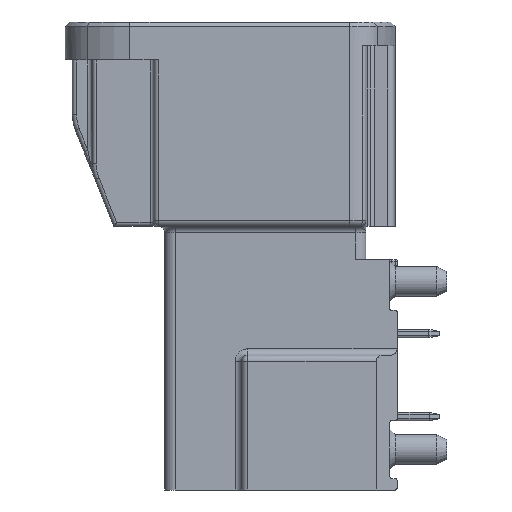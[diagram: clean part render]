
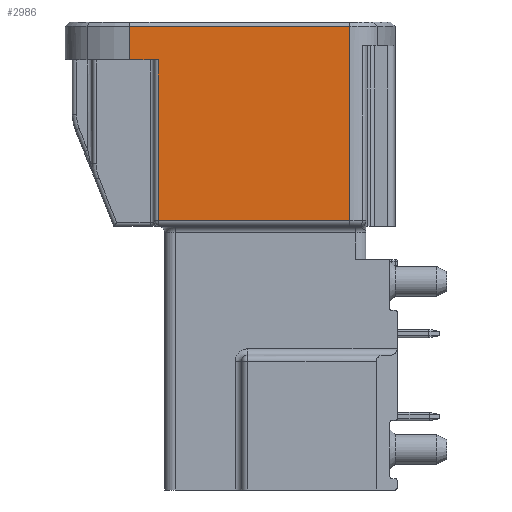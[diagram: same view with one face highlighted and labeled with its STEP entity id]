
A CAD part, left-side view. The second image highlights one B-rep face of the part: STEP entity #2986.
In plain terms, the highlighted planar face has unit normal (-1, 0, 0).
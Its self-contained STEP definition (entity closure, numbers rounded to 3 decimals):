
#2468=FACE_OUTER_BOUND('',#3761,.T.);
#2986=ADVANCED_FACE('',(#2468),#3502,.F.);
#3502=PLANE('',#10939);
#3761=EDGE_LOOP('',(#4997,#4998,#4999,#5000,#5001,#5002));
#4997=ORIENTED_EDGE('',*,*,#8298,.F.);
#4998=ORIENTED_EDGE('',*,*,#8299,.T.);
#4999=ORIENTED_EDGE('',*,*,#8300,.T.);
#5000=ORIENTED_EDGE('',*,*,#8301,.T.);
#5001=ORIENTED_EDGE('',*,*,#8302,.T.);
#5002=ORIENTED_EDGE('',*,*,#8295,.T.);
#7511=VERTEX_POINT('',#15071);
#7512=VERTEX_POINT('',#15073);
#7514=VERTEX_POINT('',#15079);
#7515=VERTEX_POINT('',#15081);
#7516=VERTEX_POINT('',#15083);
#7517=VERTEX_POINT('',#15085);
#8295=EDGE_CURVE('',#7512,#7511,#9480,.T.);
#8298=EDGE_CURVE('',#7514,#7511,#9482,.T.);
#8299=EDGE_CURVE('',#7514,#7515,#9483,.T.);
#8300=EDGE_CURVE('',#7515,#7516,#9484,.T.);
#8301=EDGE_CURVE('',#7516,#7517,#9485,.T.);
#8302=EDGE_CURVE('',#7517,#7512,#9486,.T.);
#9480=LINE('',#15072,#10237);
#9482=LINE('',#15078,#10239);
#9483=LINE('',#15080,#10240);
#9484=LINE('',#15082,#10241);
#9485=LINE('',#15084,#10242);
#9486=LINE('',#15086,#10243);
#10237=VECTOR('',#12110,1.);
#10239=VECTOR('',#12116,1.);
#10240=VECTOR('',#12117,1.);
#10241=VECTOR('',#12118,1.);
#10242=VECTOR('',#12119,1.);
#10243=VECTOR('',#12120,1.);
#10939=AXIS2_PLACEMENT_3D('',#15087,#12121,#12122);
#12110=DIRECTION('',(0.,0.,-1.));
#12116=DIRECTION('',(0.,1.,0.));
#12117=DIRECTION('',(0.,0.,-1.));
#12118=DIRECTION('',(0.,-1.,0.));
#12119=DIRECTION('',(0.,0.,1.));
#12120=DIRECTION('',(0.,1.,0.));
#12121=DIRECTION('',(1.,0.,0.));
#12122=DIRECTION('',(0.,0.,1.));
#15071=CARTESIAN_POINT('',(-61.441,21.796,3.895));
#15072=CARTESIAN_POINT('',(-61.441,21.796,5.725));
#15073=CARTESIAN_POINT('',(-61.441,21.796,5.525));
#15078=CARTESIAN_POINT('',(-61.441,20.605,3.895));
#15079=CARTESIAN_POINT('',(-61.441,20.405,3.895));
#15080=CARTESIAN_POINT('',(-61.441,20.405,5.725));
#15081=CARTESIAN_POINT('',(-61.441,20.405,-3.825));
#15082=CARTESIAN_POINT('',(-61.441,10.359,-3.825));
#15083=CARTESIAN_POINT('',(-61.441,11.186,-3.825));
#15084=CARTESIAN_POINT('',(-61.441,11.186,5.725));
#15085=CARTESIAN_POINT('',(-61.441,11.186,5.525));
#15086=CARTESIAN_POINT('',(-61.441,10.359,5.525));
#15087=CARTESIAN_POINT('',(-61.441,10.359,5.725));
